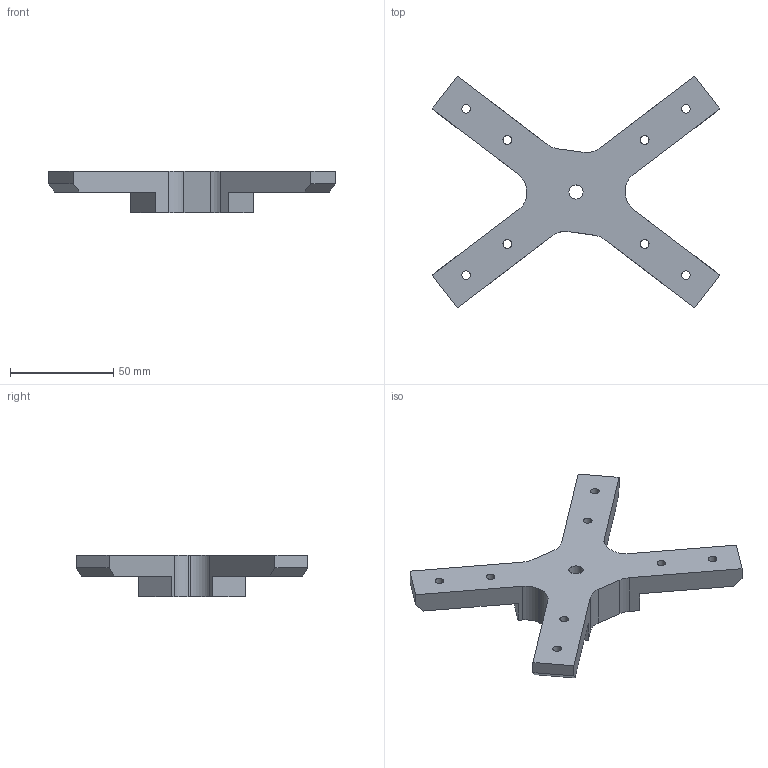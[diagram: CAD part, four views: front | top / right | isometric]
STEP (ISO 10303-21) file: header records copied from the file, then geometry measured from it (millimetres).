
FILE_DESCRIPTION (( 'STEP AP214' ), '1' );
FILE_NAME ('BUG-USI-002-A-CROIX.STEP', '2023-07-18T06:20:34', ( '' ), ( '' ), 'SwSTEP 2.0', 'SolidWorks 2021', '' );
FILE_SCHEMA (( 'AUTOMOTIVE_DESIGN' ));
Length unit declared in the file: millimetre
Products named in the file (1): BUG-USI-002-A-CROIX
Bounding box: 139.08 x 112.09 x 20 mm (x, y, z)
Volume: 81417.6 mm3; surface area: 21450.2 mm2
Topology: 1 solids, 1 shells, 47 faces, 135 edges, 90 vertices
Faces by surface type: plane 30, cylinder 17
Full cylindrical faces by diameter (mm): 4.2 x8, 6.8 x1
Entity records: 1667 total; most frequent: CARTESIAN_POINT 264, DIRECTION 256, ORIENTED_EDGE 252, EDGE_CURVE 126, VECTOR 92, LINE 92, VERTEX_POINT 90, AXIS2_PLACEMENT_3D 82
